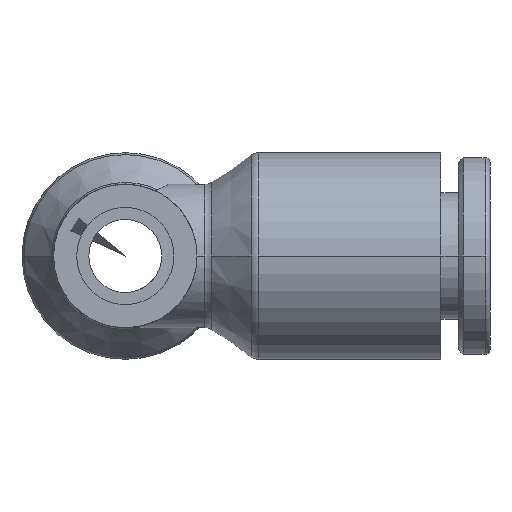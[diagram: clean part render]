
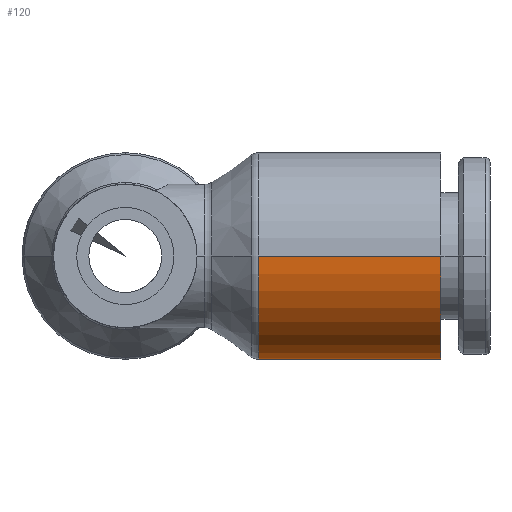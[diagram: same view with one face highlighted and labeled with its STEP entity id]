
A CAD part, front view. The second image highlights one B-rep face of the part: STEP entity #120.
In plain terms, the highlighted cylindrical face has radius 4.25 mm (diameter 8.5 mm), a partial arc.
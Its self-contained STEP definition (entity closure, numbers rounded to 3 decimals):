
#120=ADVANCED_FACE('',(#286),#287,.T.);
#286=FACE_OUTER_BOUND('',#461,.T.);
#287=CYLINDRICAL_SURFACE('',#462,4.25);
#461=EDGE_LOOP('',(#1087,#1088,#1089,#1090,#1091));
#462=AXIS2_PLACEMENT_3D('',#1092,#1093,#1094);
#1087=ORIENTED_EDGE('',*,*,#1181,.T.);
#1088=ORIENTED_EDGE('',*,*,#1361,.F.);
#1089=ORIENTED_EDGE('',*,*,#1184,.T.);
#1090=ORIENTED_EDGE('',*,*,#1360,.T.);
#1091=ORIENTED_EDGE('',*,*,#1190,.T.);
#1092=CARTESIAN_POINT('',(9.23,18.5,0.0));
#1093=DIRECTION('',(1.0,0.0,0.0));
#1094=DIRECTION('',(0.0,1.0,0.0));
#1181=EDGE_CURVE('',#1419,#1420,#1421,.T.);
#1184=EDGE_CURVE('',#1426,#1424,#1427,.T.);
#1190=EDGE_CURVE('',#1430,#1419,#1437,.T.);
#1360=EDGE_CURVE('',#1424,#1430,#1715,.T.);
#1361=EDGE_CURVE('',#1426,#1420,#1716,.T.);
#1419=VERTEX_POINT('',#1831);
#1420=VERTEX_POINT('',#1832);
#1421=LINE('',#1833,#1834);
#1424=VERTEX_POINT('',#1837);
#1426=VERTEX_POINT('',#1839);
#1427=LINE('',#1840,#1841);
#1430=VERTEX_POINT('',#1844);
#1437=CIRCLE('',#1851,4.25);
#1715=CIRCLE('',#2363,4.25);
#1716=CIRCLE('',#2364,4.25);
#1831=CARTESIAN_POINT('',(5.48,22.75,0.0));
#1832=CARTESIAN_POINT('',(12.98,22.75,0.0));
#1833=CARTESIAN_POINT('',(9.23,22.75,0.));
#1834=VECTOR('',#2434,1.0);
#1837=CARTESIAN_POINT('',(5.48,14.25,0.));
#1839=CARTESIAN_POINT('',(12.98,14.25,0.));
#1840=CARTESIAN_POINT('',(9.23,14.25,0.));
#1841=VECTOR('',#2441,1.0);
#1844=CARTESIAN_POINT('',(5.48,18.5,-4.25));
#1851=AXIS2_PLACEMENT_3D('',#2457,#2458,#2459);
#2363=AXIS2_PLACEMENT_3D('',#2801,#2802,#2803);
#2364=AXIS2_PLACEMENT_3D('',#2804,#2805,#2806);
#2434=DIRECTION('',(1.0,0.0,0.0));
#2441=DIRECTION('',(-1.0,-0.0,-0.0));
#2457=CARTESIAN_POINT('',(5.48,18.5,0.0));
#2458=DIRECTION('',(1.0,0.0,0.0));
#2459=DIRECTION('',(0.0,1.0,0.0));
#2801=CARTESIAN_POINT('',(5.48,18.5,0.0));
#2802=DIRECTION('',(1.0,0.0,0.0));
#2803=DIRECTION('',(0.0,1.0,0.0));
#2804=CARTESIAN_POINT('',(12.98,18.5,0.0));
#2805=DIRECTION('',(1.0,0.0,0.0));
#2806=DIRECTION('',(0.0,1.0,0.0));
